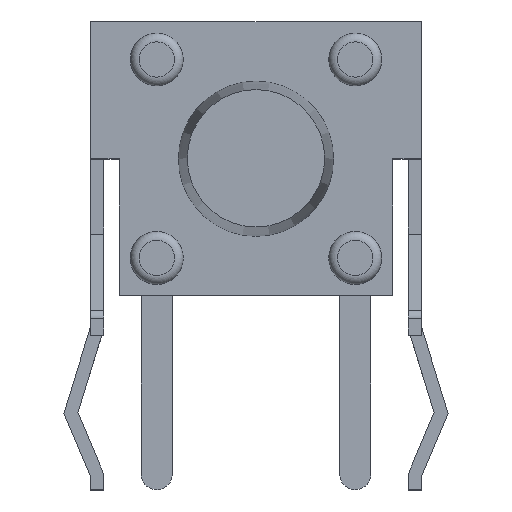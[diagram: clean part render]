
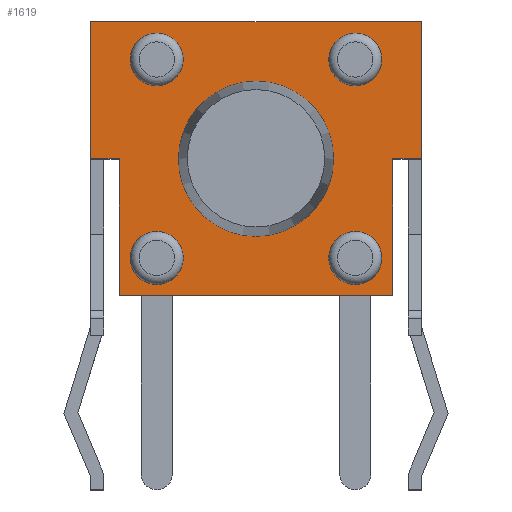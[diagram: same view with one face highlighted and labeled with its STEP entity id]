
A CAD part, top view. The second image highlights one B-rep face of the part: STEP entity #1619.
In plain terms, the highlighted planar face has unit normal (0, 0, 1).
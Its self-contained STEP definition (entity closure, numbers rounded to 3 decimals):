
#22=FACE_BOUND('',#282,.T.);
#23=FACE_BOUND('',#283,.T.);
#24=FACE_BOUND('',#284,.T.);
#25=FACE_BOUND('',#285,.T.);
#26=FACE_BOUND('',#286,.T.);
#107=PLANE('',#1761);
#193=FACE_OUTER_BOUND('',#281,.T.);
#281=EDGE_LOOP('',(#1503,#1504,#1505,#1506,#1507,#1508,#1509,#1510));
#282=EDGE_LOOP('',(#1511));
#283=EDGE_LOOP('',(#1512));
#284=EDGE_LOOP('',(#1513));
#285=EDGE_LOOP('',(#1514));
#286=EDGE_LOOP('',(#1515));
#309=LINE('',#2266,#492);
#314=LINE('',#2275,#497);
#402=LINE('',#2529,#585);
#454=LINE('',#2634,#637);
#458=LINE('',#2642,#641);
#461=LINE('',#2646,#644);
#467=LINE('',#2657,#650);
#468=LINE('',#2659,#651);
#492=VECTOR('',#1824,10.);
#497=VECTOR('',#1831,10.);
#585=VECTOR('',#2061,10.);
#637=VECTOR('',#2171,10.);
#641=VECTOR('',#2177,10.);
#644=VECTOR('',#2182,10.);
#650=VECTOR('',#2194,10.);
#651=VECTOR('',#2197,10.);
#654=CIRCLE('',#1636,1.76);
#662=CIRCLE('',#1659,0.6);
#666=CIRCLE('',#1666,0.6);
#670=CIRCLE('',#1673,0.6);
#674=CIRCLE('',#1680,0.6);
#694=VERTEX_POINT('',#2207);
#711=VERTEX_POINT('',#2262);
#713=VERTEX_POINT('',#2265);
#716=VERTEX_POINT('',#2273);
#719=VERTEX_POINT('',#2283);
#722=VERTEX_POINT('',#2294);
#725=VERTEX_POINT('',#2305);
#728=VERTEX_POINT('',#2316);
#810=VERTEX_POINT('',#2526);
#811=VERTEX_POINT('',#2528);
#835=VERTEX_POINT('',#2633);
#837=VERTEX_POINT('',#2639);
#838=VERTEX_POINT('',#2641);
#843=EDGE_CURVE('',#694,#694,#654,.T.);
#869=EDGE_CURVE('',#713,#711,#309,.T.);
#874=EDGE_CURVE('',#711,#716,#314,.T.);
#879=EDGE_CURVE('',#719,#719,#662,.T.);
#884=EDGE_CURVE('',#722,#722,#666,.T.);
#889=EDGE_CURVE('',#725,#725,#670,.T.);
#894=EDGE_CURVE('',#728,#728,#674,.T.);
#998=EDGE_CURVE('',#811,#810,#402,.T.);
#1050=EDGE_CURVE('',#835,#713,#454,.T.);
#1054=EDGE_CURVE('',#838,#837,#458,.T.);
#1057=EDGE_CURVE('',#837,#835,#461,.T.);
#1063=EDGE_CURVE('',#716,#811,#467,.T.);
#1064=EDGE_CURVE('',#810,#838,#468,.T.);
#1503=ORIENTED_EDGE('',*,*,#1050,.T.);
#1504=ORIENTED_EDGE('',*,*,#869,.T.);
#1505=ORIENTED_EDGE('',*,*,#874,.T.);
#1506=ORIENTED_EDGE('',*,*,#1063,.T.);
#1507=ORIENTED_EDGE('',*,*,#998,.T.);
#1508=ORIENTED_EDGE('',*,*,#1064,.T.);
#1509=ORIENTED_EDGE('',*,*,#1054,.T.);
#1510=ORIENTED_EDGE('',*,*,#1057,.T.);
#1511=ORIENTED_EDGE('',*,*,#843,.T.);
#1512=ORIENTED_EDGE('',*,*,#894,.T.);
#1513=ORIENTED_EDGE('',*,*,#889,.T.);
#1514=ORIENTED_EDGE('',*,*,#884,.T.);
#1515=ORIENTED_EDGE('',*,*,#879,.T.);
#1619=ADVANCED_FACE('',(#193,#22,#23,#24,#25,#26),#107,.T.);
#1636=AXIS2_PLACEMENT_3D('',#2209,#1769,#1770);
#1659=AXIS2_PLACEMENT_3D('',#2285,#1843,#1844);
#1666=AXIS2_PLACEMENT_3D('',#2296,#1858,#1859);
#1673=AXIS2_PLACEMENT_3D('',#2307,#1873,#1874);
#1680=AXIS2_PLACEMENT_3D('',#2318,#1888,#1889);
#1761=AXIS2_PLACEMENT_3D('',#2662,#2201,#2202);
#1769=DIRECTION('center_axis',(0.,0.,-1.));
#1770=DIRECTION('ref_axis',(-1.,0.,0.));
#1824=DIRECTION('',(1.,0.,0.));
#1831=DIRECTION('',(0.,1.,0.));
#1843=DIRECTION('center_axis',(0.,0.,-1.));
#1844=DIRECTION('ref_axis',(-1.,0.,0.));
#1858=DIRECTION('center_axis',(0.,0.,-1.));
#1859=DIRECTION('ref_axis',(-1.,0.,0.));
#1873=DIRECTION('center_axis',(0.,0.,-1.));
#1874=DIRECTION('ref_axis',(-1.,0.,0.));
#1888=DIRECTION('center_axis',(0.,0.,-1.));
#1889=DIRECTION('ref_axis',(-1.,0.,0.));
#2061=DIRECTION('',(0.,1.,0.));
#2171=DIRECTION('',(0.,-1.,0.));
#2177=DIRECTION('',(0.,-1.,0.));
#2182=DIRECTION('',(1.,0.,0.));
#2194=DIRECTION('',(1.,0.,0.));
#2197=DIRECTION('',(-1.,0.,0.));
#2201=DIRECTION('center_axis',(0.,0.,1.));
#2202=DIRECTION('ref_axis',(1.,0.,0.));
#2207=CARTESIAN_POINT('',(1.76,0.,0.));
#2209=CARTESIAN_POINT('Origin',(0.,0.,0.));
#2262=CARTESIAN_POINT('',(3.1,-3.1,0.));
#2265=CARTESIAN_POINT('',(-3.1,-3.1,0.));
#2266=CARTESIAN_POINT('',(-3.1,-3.1,0.));
#2273=CARTESIAN_POINT('',(3.1,0.,0.));
#2275=CARTESIAN_POINT('',(3.1,-3.1,0.));
#2283=CARTESIAN_POINT('',(-1.65,2.25,0.));
#2285=CARTESIAN_POINT('Origin',(-2.25,2.25,0.));
#2294=CARTESIAN_POINT('',(2.85,2.25,0.));
#2296=CARTESIAN_POINT('Origin',(2.25,2.25,0.));
#2305=CARTESIAN_POINT('',(2.85,-2.25,0.));
#2307=CARTESIAN_POINT('Origin',(2.25,-2.25,0.));
#2316=CARTESIAN_POINT('',(-1.65,-2.25,0.));
#2318=CARTESIAN_POINT('Origin',(-2.25,-2.25,0.));
#2526=CARTESIAN_POINT('',(3.75,3.1,0.));
#2528=CARTESIAN_POINT('',(3.75,0.,0.));
#2529=CARTESIAN_POINT('',(3.75,-4.,0.));
#2633=CARTESIAN_POINT('',(-3.1,0.,0.));
#2634=CARTESIAN_POINT('',(-3.1,3.1,0.));
#2639=CARTESIAN_POINT('',(-3.75,0.,0.));
#2641=CARTESIAN_POINT('',(-3.75,3.1,0.));
#2642=CARTESIAN_POINT('',(-3.75,3.1,0.));
#2646=CARTESIAN_POINT('',(-3.75,0.,0.));
#2657=CARTESIAN_POINT('',(3.1,0.,0.));
#2659=CARTESIAN_POINT('',(-3.1,3.1,0.));
#2662=CARTESIAN_POINT('Origin',(0.,0.,
0.));
